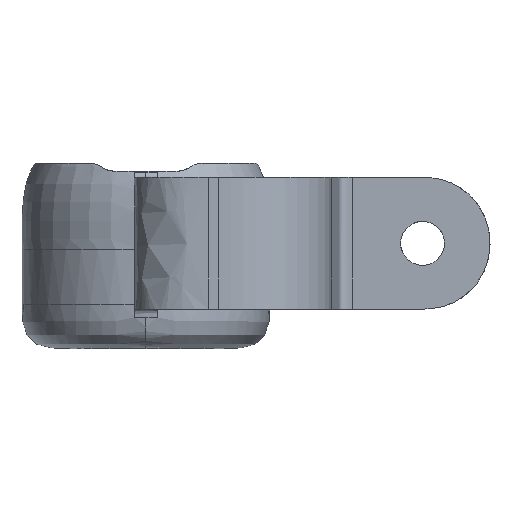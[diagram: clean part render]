
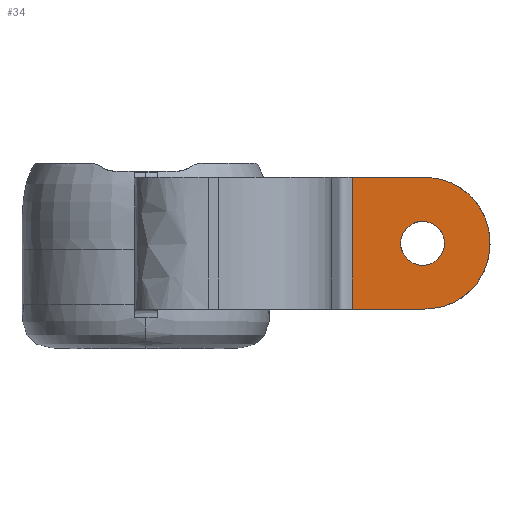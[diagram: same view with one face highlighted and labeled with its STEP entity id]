
A CAD part, left-side view. The second image highlights one B-rep face of the part: STEP entity #34.
In plain terms, the highlighted planar face has unit normal (-1, 0, 0).
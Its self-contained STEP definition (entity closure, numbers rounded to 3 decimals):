
#14=FACE_BOUND('',#243,.T.);
#34=ADVANCED_FACE('',(#138,#14),#1717,.T.);
#138=FACE_OUTER_BOUND('',#242,.T.);
#242=EDGE_LOOP('',(#394,#395,#396,#397));
#243=EDGE_LOOP('',(#398,#399));
#394=ORIENTED_EDGE('',*,*,#974,.T.);
#395=ORIENTED_EDGE('',*,*,#972,.F.);
#396=ORIENTED_EDGE('',*,*,#957,.F.);
#397=ORIENTED_EDGE('',*,*,#973,.T.);
#398=ORIENTED_EDGE('',*,*,#1203,.F.);
#399=ORIENTED_EDGE('',*,*,#975,.F.);
#957=EDGE_CURVE('',#1536,#1537,#1290,.T.);
#972=EDGE_CURVE('',#1537,#1549,#1303,.T.);
#973=EDGE_CURVE('',#1536,#1546,#1304,.T.);
#974=EDGE_CURVE('',#1546,#1549,#1305,.T.);
#975=EDGE_CURVE('',#1551,#1686,#1221,.T.);
#1203=EDGE_CURVE('',#1686,#1551,#1251,.T.);
#1221=(
BOUNDED_CURVE()
B_SPLINE_CURVE(2,(#13856,#13857,#13858,#13859,#13860),.UNSPECIFIED.,.F.,
 .F.)
B_SPLINE_CURVE_WITH_KNOTS((3,2,3),(-15.708,-11.781,-7.854),
 .UNSPECIFIED.)
CURVE()
GEOMETRIC_REPRESENTATION_ITEM()
RATIONAL_B_SPLINE_CURVE((1.,0.707,1.,0.707,1.))
REPRESENTATION_ITEM('')
);
#1251=(
BOUNDED_CURVE()
B_SPLINE_CURVE(2,(#17291,#17292,#17293,#17294,#17295),.UNSPECIFIED.,.F.,
 .F.)
B_SPLINE_CURVE_WITH_KNOTS((3,2,3),(-7.854,-3.927,
0.),.UNSPECIFIED.)
CURVE()
GEOMETRIC_REPRESENTATION_ITEM()
RATIONAL_B_SPLINE_CURVE((1.,0.707,1.,0.707,1.))
REPRESENTATION_ITEM('')
);
#1290=B_SPLINE_CURVE_WITH_KNOTS('',1,(#13789,#13790),.UNSPECIFIED.,.F.,
 .F.,(2,2),(-15.,0.),.UNSPECIFIED.);
#1303=B_SPLINE_CURVE_WITH_KNOTS('',1,(#13846,#13847),.UNSPECIFIED.,.F.,
 .F.,(2,2),(0.,8.02),.UNSPECIFIED.);
#1304=B_SPLINE_CURVE_WITH_KNOTS('',1,(#13848,#13849),.UNSPECIFIED.,.F.,
 .F.,(2,2),(0.,8.02),.UNSPECIFIED.);
#1305=B_SPLINE_CURVE_WITH_KNOTS('',5,(#13850,#13851,#13852,#13853,#13854,
#13855),.UNSPECIFIED.,.F.,.F.,(6,6),(0.,1.),.UNSPECIFIED.);
#1536=VERTEX_POINT('',#12458);
#1537=VERTEX_POINT('',#12459);
#1546=VERTEX_POINT('',#12468);
#1549=VERTEX_POINT('',#12471);
#1551=VERTEX_POINT('',#12473);
#1686=VERTEX_POINT('',#12608);
#1717=PLANE('',#1886);
#1886=AXIS2_PLACEMENT_3D('',#4248,#1929,$);
#1929=DIRECTION('',(-1.,0.,0.));
#4248=CARTESIAN_POINT('',(-4.9,-23.492,-8.726));
#12458=CARTESIAN_POINT('',(-4.9,-23.492,-23.726));
#12459=CARTESIAN_POINT('',(-4.9,-23.492,-8.726));
#12468=CARTESIAN_POINT('',(-4.9,-31.512,-23.726));
#12471=CARTESIAN_POINT('',(-4.9,-31.512,-8.726));
#12473=CARTESIAN_POINT('',(-4.9,-29.012,-16.226));
#12608=CARTESIAN_POINT('',(-4.9,-34.012,-16.226));
#13789=CARTESIAN_POINT('',(-4.9,-23.492,-23.726));
#13790=CARTESIAN_POINT('',(-4.9,-23.492,-8.726));
#13846=CARTESIAN_POINT('',(-4.9,-23.492,-8.726));
#13847=CARTESIAN_POINT('',(-4.9,-31.512,-8.726));
#13848=CARTESIAN_POINT('',(-4.9,-23.492,-23.726));
#13849=CARTESIAN_POINT('',(-4.9,-31.512,-23.726));
#13850=CARTESIAN_POINT('',(-4.9,-31.512,-23.726));
#13851=CARTESIAN_POINT('',(-4.9,-33.616,-23.726));
#13852=CARTESIAN_POINT('',(-4.9,-42.746,-23.726));
#13853=CARTESIAN_POINT('',(-4.9,-42.746,-8.726));
#13854=CARTESIAN_POINT('',(-4.9,-33.616,-8.726));
#13855=CARTESIAN_POINT('',(-4.9,-31.512,-8.726));
#13856=CARTESIAN_POINT('',(-4.9,-29.012,-16.226));
#13857=CARTESIAN_POINT('',(-4.9,-29.012,-18.726));
#13858=CARTESIAN_POINT('',(-4.9,-31.512,-18.726));
#13859=CARTESIAN_POINT('',(-4.9,-34.012,-18.726));
#13860=CARTESIAN_POINT('',(-4.9,-34.012,-16.226));
#17291=CARTESIAN_POINT('',(-4.9,-34.012,-16.226));
#17292=CARTESIAN_POINT('',(-4.9,-34.012,-13.726));
#17293=CARTESIAN_POINT('',(-4.9,-31.512,-13.726));
#17294=CARTESIAN_POINT('',(-4.9,-29.012,-13.726));
#17295=CARTESIAN_POINT('',(-4.9,-29.012,-16.226));
